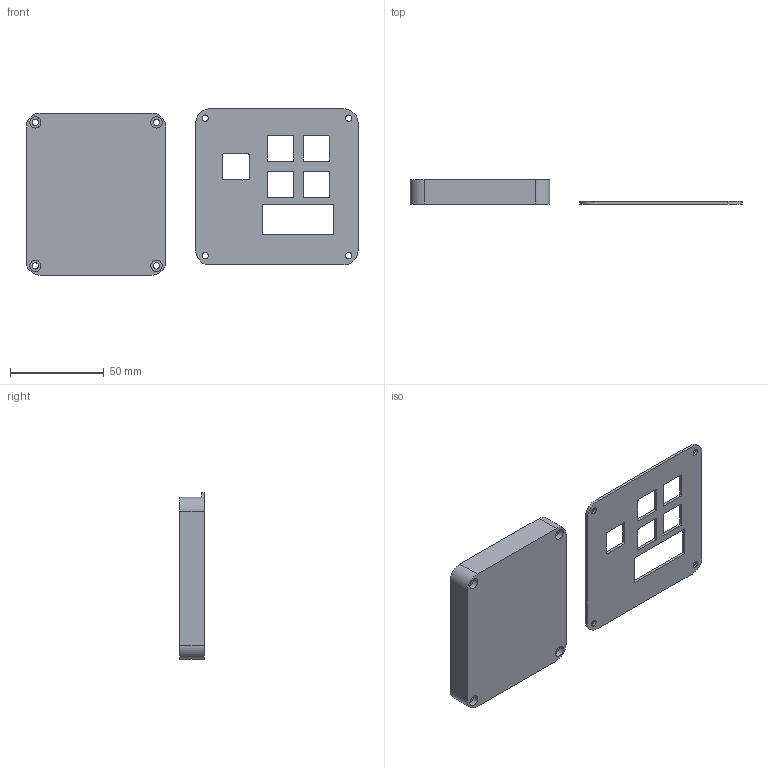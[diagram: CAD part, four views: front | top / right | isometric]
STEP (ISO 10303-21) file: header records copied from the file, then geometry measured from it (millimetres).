
FILE_DESCRIPTION(/* description */ (''),/* implementation_level */ '2;1');
FILE_NAME(/* name */ 'Shortpad R2.step',/* time_stamp */ '2026-01-26T16:23:48+02:00',/* author */ (''),/* organization */ (''),/* preprocessor_version */ 'ST-DEVELOPER v20.1',/* originating_system */ 'Autodesk Translation Framework v14.21.0.0',/* authorisation */ '');
FILE_SCHEMA (('AUTOMOTIVE_DESIGN { 1 0 10303 214 3 1 1 }'));
Length unit declared in the file: millimetre
Products named in the file (1): 2025-12-10-20-01-00-876
Bounding box: 177.46 x 13 x 88.95 mm (x, y, z)
Volume: 53262.4 mm3; surface area: 32058.9 mm2
Topology: 2 solids, 2 shells, 411 faces, 1149 edges, 766 vertices
Faces by surface type: bspline 223, plane 148, cylinder 40
Full cylindrical faces by diameter (mm): 3.4 x8, 6 x4
Entity records: 15321 total; most frequent: CARTESIAN_POINT 6118, ORIENTED_EDGE 2298, DIRECTION 1161, EDGE_CURVE 1149, VERTEX_POINT 766, LINE 623, VECTOR 623, EDGE_LOOP 463
